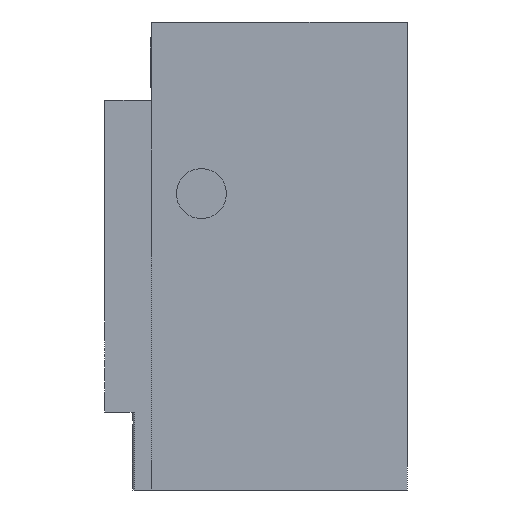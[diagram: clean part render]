
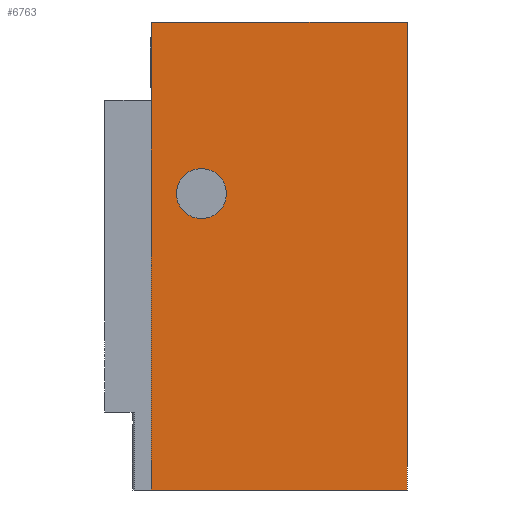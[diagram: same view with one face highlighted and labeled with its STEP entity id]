
A CAD part, left-side view. The second image highlights one B-rep face of the part: STEP entity #6763.
In plain terms, the highlighted planar face has unit normal (-1, 0, 0).
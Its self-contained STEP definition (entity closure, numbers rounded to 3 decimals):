
#132 = EDGE_CURVE ( 'NONE', #5722, #2901, #10129, .T. ) ;
#359 = CARTESIAN_POINT ( 'NONE',  ( -56., 14., 14. ) ) ;
#776 = EDGE_CURVE ( 'NONE', #5665, #5607, #1292, .T. ) ;
#787 = EDGE_CURVE ( 'NONE', #9102, #9086, #1313, .T. ) ;
#858 = AXIS2_PLACEMENT_3D ( 'NONE', #8012, #8011, #8010 ) ;
#1005 = AXIS2_PLACEMENT_3D ( 'NONE', #4798, #4799, #4800 ) ;
#1292 = LINE ( 'NONE', #6565, #1293 ) ;
#1293 = VECTOR ( 'NONE', #6564, 1000. ) ;
#1313 = LINE ( 'NONE', #6540, #1314 ) ;
#1314 = VECTOR ( 'NONE', #6539, 1000. ) ;
#1593 = FACE_BOUND ( 'NONE', #7840, .T. ) ;
#1594 = FACE_OUTER_BOUND ( 'NONE', #8517, .T. ) ;
#2901 = VERTEX_POINT ( 'NONE', #359 ) ;
#3404 = LINE ( 'NONE', #4238, #3405 ) ;
#3405 = VECTOR ( 'NONE', #4239, 1000. ) ;
#3406 = LINE ( 'NONE', #4240, #3407 ) ;
#3407 = VECTOR ( 'NONE', #4241, 1000. ) ;
#3409 = CIRCLE ( 'NONE', #5425, 4. ) ;
#4238 = CARTESIAN_POINT ( 'NONE',  ( -56., 22., -37.5 ) ) ;
#4239 = DIRECTION ( 'NONE',  ( 0., -1., 0. ) ) ;
#4240 = CARTESIAN_POINT ( 'NONE',  ( -56., 22., 37.5 ) ) ;
#4241 = DIRECTION ( 'NONE',  ( 0., -1., 0. ) ) ;
#4242 = CARTESIAN_POINT ( 'NONE',  ( -56., 14., 10. ) ) ;
#4243 = DIRECTION ( 'NONE',  ( -1., 0., 0. ) ) ;
#4244 = DIRECTION ( 'NONE',  ( 0., 0., 1. ) ) ;
#4298 = CARTESIAN_POINT ( 'NONE',  ( -56., -19., 37.5 ) ) ;
#4314 = CARTESIAN_POINT ( 'NONE',  ( -56., -19., -37.5 ) ) ;
#4797 = PLANE ( 'NONE',  #1005 ) ;
#4798 = CARTESIAN_POINT ( 'NONE',  ( -56., 22., -37.5 ) ) ;
#4799 = DIRECTION ( 'NONE',  ( -1., 0., 0. ) ) ;
#4800 = DIRECTION ( 'NONE',  ( 0., 0., 1. ) ) ;
#5425 = AXIS2_PLACEMENT_3D ( 'NONE', #4242, #4243, #4244 ) ;
#5607 = VERTEX_POINT ( 'NONE', #6216 ) ;
#5665 = VERTEX_POINT ( 'NONE', #6082 ) ;
#5722 = VERTEX_POINT ( 'NONE', #5996 ) ;
#5996 = CARTESIAN_POINT ( 'NONE',  ( -56., 14., 6. ) ) ;
#6082 = CARTESIAN_POINT ( 'NONE',  ( -56., 22., -37.5 ) ) ;
#6216 = CARTESIAN_POINT ( 'NONE',  ( -56., 22., 37.5 ) ) ;
#6539 = DIRECTION ( 'NONE',  ( 0., 0., 1. ) ) ;
#6540 = CARTESIAN_POINT ( 'NONE',  ( -56., -19., -37.5 ) ) ;
#6564 = DIRECTION ( 'NONE',  ( 0., 0., 1. ) ) ;
#6565 = CARTESIAN_POINT ( 'NONE',  ( -56., 22., -37.5 ) ) ;
#6763 = ADVANCED_FACE ( 'NONE', ( #1593, #1594 ), #4797, .T. ) ;
#7840 = EDGE_LOOP ( 'NONE', ( #10357, #10358 ) ) ;
#8010 = DIRECTION ( 'NONE',  ( 0., 0., 1. ) ) ;
#8011 = DIRECTION ( 'NONE',  ( -1., 0., 0. ) ) ;
#8012 = CARTESIAN_POINT ( 'NONE',  ( -56., 14., 10. ) ) ;
#8517 = EDGE_LOOP ( 'NONE', ( #10359, #10360, #10361, #10362 ) ) ;
#9051 = EDGE_CURVE ( 'NONE', #5665, #9102, #3404, .T. ) ;
#9052 = EDGE_CURVE ( 'NONE', #5607, #9086, #3406, .T. ) ;
#9053 = EDGE_CURVE ( 'NONE', #2901, #5722, #3409, .T. ) ;
#9086 = VERTEX_POINT ( 'NONE', #4298 ) ;
#9102 = VERTEX_POINT ( 'NONE', #4314 ) ;
#10129 = CIRCLE ( 'NONE', #858, 4. ) ;
#10357 = ORIENTED_EDGE ( 'NONE', *, *, #9053, .F. ) ;
#10358 = ORIENTED_EDGE ( 'NONE', *, *, #132, .F. ) ;
#10359 = ORIENTED_EDGE ( 'NONE', *, *, #787, .T. ) ;
#10360 = ORIENTED_EDGE ( 'NONE', *, *, #9052, .F. ) ;
#10361 = ORIENTED_EDGE ( 'NONE', *, *, #776, .F. ) ;
#10362 = ORIENTED_EDGE ( 'NONE', *, *, #9051, .T. ) ;
